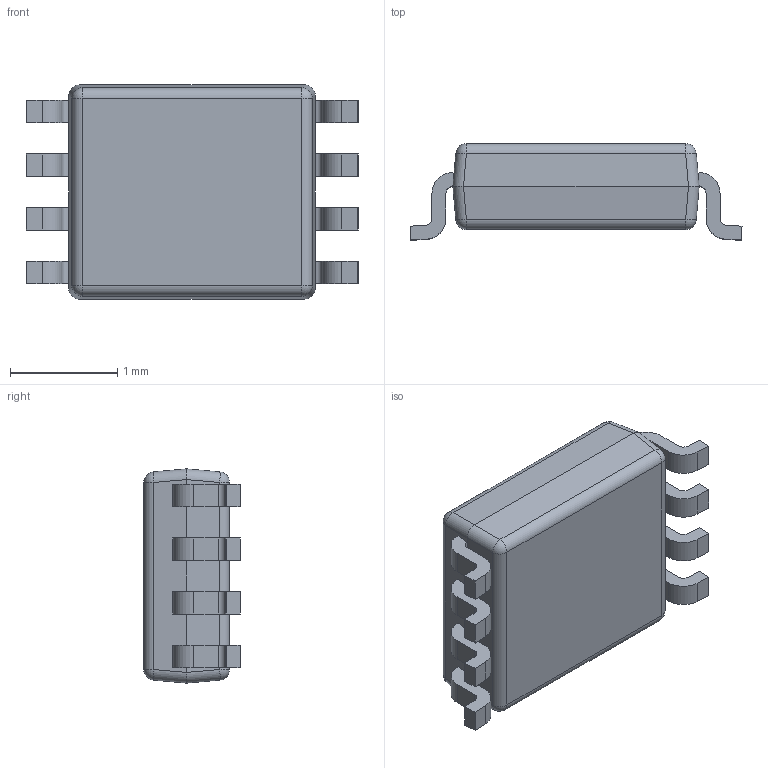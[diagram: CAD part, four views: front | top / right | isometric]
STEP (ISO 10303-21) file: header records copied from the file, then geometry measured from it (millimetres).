
FILE_DESCRIPTION(/* description */ (''),/* implementation_level */ '2;1');
FILE_NAME(/* name */ '6104714848.step',/* time_stamp */ '2023-05-03T11:24:35+10:00',/* author */ (''),/* organization */ (''),/* preprocessor_version */ 'ST-DEVELOPER v19.2',/* originating_system */ 'Autodesk Translation Framework v12.4.0.73',/* authorisation */ '');
FILE_SCHEMA (('AUTOMOTIVE_DESIGN { 1 0 10303 214 3 1 1 }'));
Length unit declared in the file: millimetre
Products named in the file (1): 6104714848
Bounding box: 3.1 x 0.9 x 2 mm (x, y, z)
Volume: 3.7 mm3; surface area: 19.7 mm2
Topology: 10 solids, 10 shells, 143 faces, 342 edges, 212 vertices
Faces by surface type: plane 85, cylinder 50, sphere 8
Full cylindrical faces by diameter (mm): 0.3 x2
Entity records: 4093 total; most frequent: DIRECTION 718, CARTESIAN_POINT 690, ORIENTED_EDGE 668, EDGE_CURVE 334, AXIS2_PLACEMENT_3D 240, LINE 238, VECTOR 238, VERTEX_POINT 212
